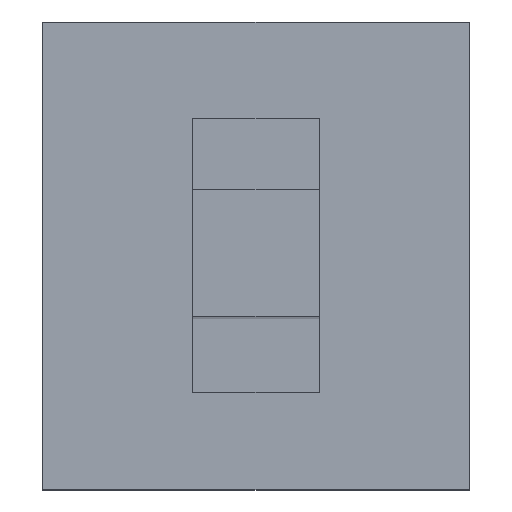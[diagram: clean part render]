
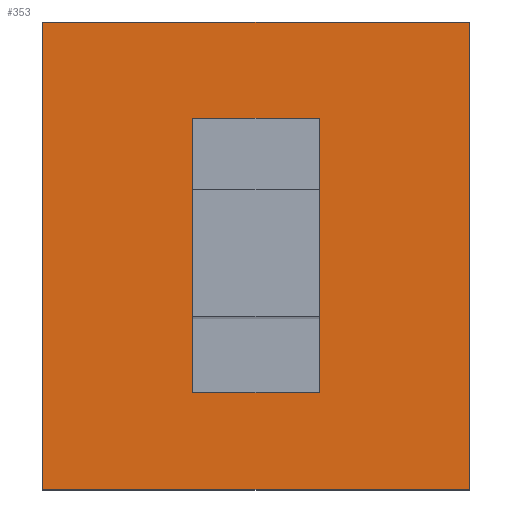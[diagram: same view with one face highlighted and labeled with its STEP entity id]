
A CAD part, top view. The second image highlights one B-rep face of the part: STEP entity #353.
In plain terms, the highlighted planar face has unit normal (0, 0, 1).
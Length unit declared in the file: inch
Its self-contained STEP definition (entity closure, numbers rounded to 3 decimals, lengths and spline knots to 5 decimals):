
#72=DIRECTION('',(0.,-1.,0.));
#73=VECTOR('',#72,0.092);
#74=CARTESIAN_POINT('',(-0.042,0.046,0.));
#75=LINE('',#74,#73);
#76=DIRECTION('',(-1.,0.,0.));
#77=VECTOR('',#76,0.084);
#78=CARTESIAN_POINT('',(0.042,0.046,0.));
#79=LINE('',#78,#77);
#80=DIRECTION('',(0.,1.,0.));
#81=VECTOR('',#80,0.092);
#82=CARTESIAN_POINT('',(0.042,-0.046,0.));
#83=LINE('',#82,#81);
#84=DIRECTION('',(1.,0.,0.));
#85=VECTOR('',#84,0.084);
#86=CARTESIAN_POINT('',(-0.042,-0.046,0.));
#87=LINE('',#86,#85);
#88=DIRECTION('',(0.,-1.,0.));
#89=VECTOR('',#88,0.054);
#90=CARTESIAN_POINT('',(0.0125,0.027,0.));
#91=LINE('',#90,#89);
#92=DIRECTION('',(-1.,0.,0.));
#93=VECTOR('',#92,0.025);
#94=CARTESIAN_POINT('',(0.0125,0.027,0.));
#95=LINE('',#94,#93);
#96=DIRECTION('',(0.,-1.,0.));
#97=VECTOR('',#96,0.054);
#98=CARTESIAN_POINT('',(-0.0125,0.027,0.));
#99=LINE('',#98,#97);
#100=DIRECTION('',(-1.,0.,0.));
#101=VECTOR('',#100,0.025);
#102=CARTESIAN_POINT('',(0.0125,-0.027,0.));
#103=LINE('',#102,#101);
#264=CARTESIAN_POINT('',(-0.042,0.046,0.));
#265=CARTESIAN_POINT('',(-0.042,-0.046,0.));
#266=VERTEX_POINT('',#264);
#267=VERTEX_POINT('',#265);
#268=CARTESIAN_POINT('',(0.042,-0.046,0.));
#269=VERTEX_POINT('',#268);
#270=CARTESIAN_POINT('',(0.042,0.046,0.));
#271=VERTEX_POINT('',#270);
#312=CARTESIAN_POINT('',(0.0125,0.027,0.));
#313=CARTESIAN_POINT('',(0.0125,-0.027,0.));
#314=VERTEX_POINT('',#312);
#315=VERTEX_POINT('',#313);
#316=CARTESIAN_POINT('',(-0.0125,0.027,0.));
#317=CARTESIAN_POINT('',(-0.0125,-0.027,0.));
#318=VERTEX_POINT('',#316);
#319=VERTEX_POINT('',#317);
#328=CARTESIAN_POINT('',(0.,0.,0.));
#329=DIRECTION('',(0.,0.,1.));
#330=DIRECTION('',(1.,0.,0.));
#331=AXIS2_PLACEMENT_3D('',#328,#329,#330);
#332=PLANE('',#331);
#334=ORIENTED_EDGE('',*,*,#333,.F.);
#336=ORIENTED_EDGE('',*,*,#335,.F.);
#338=ORIENTED_EDGE('',*,*,#337,.F.);
#340=ORIENTED_EDGE('',*,*,#339,.F.);
#341=EDGE_LOOP('',(#334,#336,#338,#340));
#342=FACE_OUTER_BOUND('',#341,.F.);
#344=ORIENTED_EDGE('',*,*,#343,.F.);
#346=ORIENTED_EDGE('',*,*,#345,.T.);
#348=ORIENTED_EDGE('',*,*,#347,.T.);
#350=ORIENTED_EDGE('',*,*,#349,.F.);
#351=EDGE_LOOP('',(#344,#346,#348,#350));
#352=FACE_BOUND('',#351,.F.);
#353=ADVANCED_FACE('',(#342,#352),#332,.T.);
#333=EDGE_CURVE('',#266,#267,#75,.T.);
#335=EDGE_CURVE('',#271,#266,#79,.T.);
#337=EDGE_CURVE('',#269,#271,#83,.T.);
#339=EDGE_CURVE('',#267,#269,#87,.T.);
#343=EDGE_CURVE('',#314,#315,#91,.T.);
#345=EDGE_CURVE('',#314,#318,#95,.T.);
#347=EDGE_CURVE('',#318,#319,#99,.T.);
#349=EDGE_CURVE('',#315,#319,#103,.T.);
